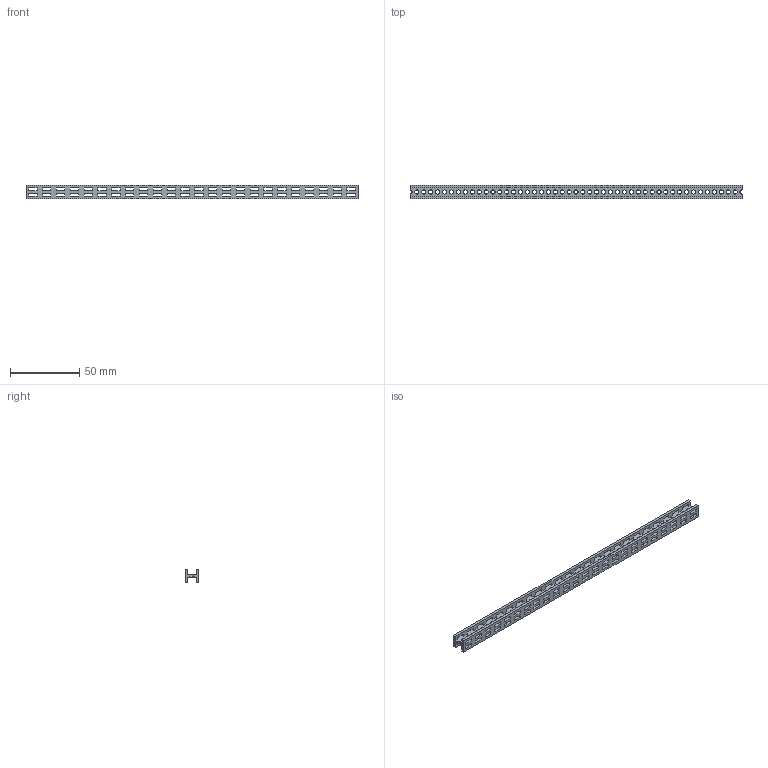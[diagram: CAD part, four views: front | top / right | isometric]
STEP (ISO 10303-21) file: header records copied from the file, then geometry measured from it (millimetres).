
FILE_DESCRIPTION (( 'STEP AP203' ), '1' );
FILE_NAME ('Beam 240.STEP', '2017-02-03T08:52:46', ( '' ), ( '' ), 'SwSTEP 2.0', 'SolidWorks 2015', '' );
FILE_SCHEMA (( 'CONFIG_CONTROL_DESIGN' ));
Length unit declared in the file: millimetre
Products named in the file (1): Beam 240
Bounding box: 240 x 10 x 10 mm (x, y, z)
Volume: 9497.4 mm3; surface area: 14526.2 mm2
Topology: 1 solids, 1 shells, 401 faces, 1485 edges, 990 vertices
Faces by surface type: plane 304, cylinder 97
Entity records: 16242 total; most frequent: ORIENTED_EDGE 2970, CARTESIAN_POINT 2877, DIRECTION 2483, EDGE_CURVE 1485, LINE 1291, VECTOR 1291, VERTEX_POINT 990, AXIS2_PLACEMENT_3D 596
